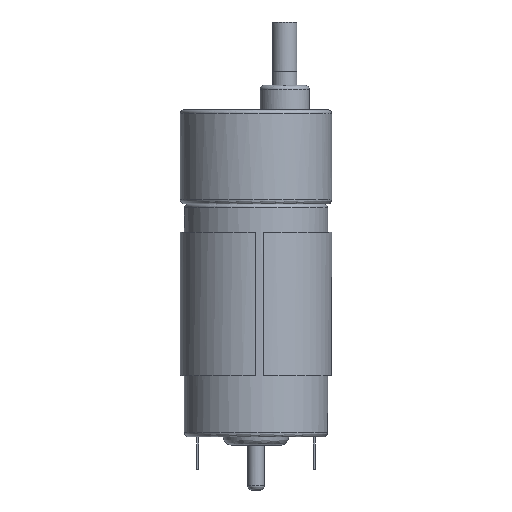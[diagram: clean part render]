
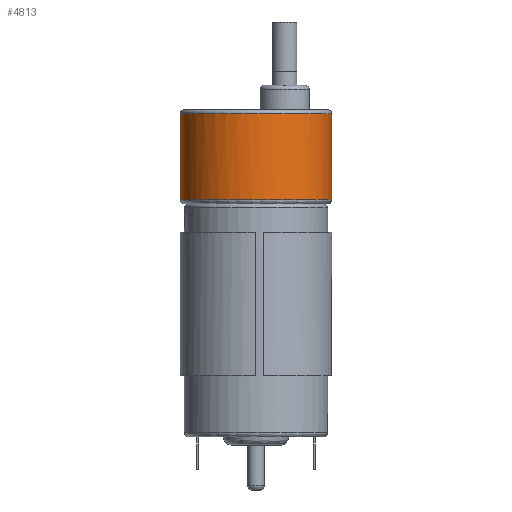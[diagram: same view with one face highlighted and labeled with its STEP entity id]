
A CAD part, front view. The second image highlights one B-rep face of the part: STEP entity #4813.
In plain terms, the highlighted free-form (B-spline) face has degree [1, 3] with [2, 4] control points.
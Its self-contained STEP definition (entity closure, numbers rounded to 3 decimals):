
#87 = VERTEX_POINT ( 'NONE', #5721 ) ;
#415 = CARTESIAN_POINT ( 'NONE',  ( 18.5, 0., 22. ) ) ;
#2069 = VERTEX_POINT ( 'NONE', #7543 ) ;
#2404 = CARTESIAN_POINT ( 'NONE',  ( 18.5, 0., 1. ) ) ;
#2969 = CARTESIAN_POINT ( 'NONE',  ( 18.5, -37., 22. ) ) ;
#3240 = CARTESIAN_POINT ( 'NONE',  ( 18.5, -37., 1. ) ) ;
#3278 = EDGE_CURVE ( 'NONE', #2069, #5183, #6564, .T. ) ;
#3308 = VERTEX_POINT ( 'NONE', #5748 ) ;
#3618 =( BOUNDED_CURVE ( )  B_SPLINE_CURVE ( 3, ( #8239, #6660, #6610, #10734 ),
 .UNSPECIFIED., .F., .F. ) 
 B_SPLINE_CURVE_WITH_KNOTS ( ( 4, 4 ),
 ( 0., 3.142 ),
 .UNSPECIFIED. ) 
 CURVE ( )  GEOMETRIC_REPRESENTATION_ITEM ( )  RATIONAL_B_SPLINE_CURVE ( ( 0.957, 0.319, 0.319, 0.957 ) ) 
 REPRESENTATION_ITEM ( '' )  );
#3779 = FACE_OUTER_BOUND ( 'NONE', #5552, .T. ) ;
#4203 = EDGE_CURVE ( 'NONE', #5183, #3308, #8546, .T. ) ;
#4386 = CARTESIAN_POINT ( 'NONE',  ( 18.5, 0., 22. ) ) ;
#4550 = CARTESIAN_POINT ( 'NONE',  ( 18.5, 0., 22. ) ) ;
#4746 = CARTESIAN_POINT ( 'NONE',  ( -18.5, 0., 1. ) ) ;
#4813 = ADVANCED_FACE ( 'NONE', ( #3779 ), #6238, .F. ) ;
#4978 = EDGE_CURVE ( 'NONE', #87, #2069, #7034, .T. ) ;
#5183 = VERTEX_POINT ( 'NONE', #415 ) ;
#5283 = ORIENTED_EDGE ( 'NONE', *, *, #7001, .F. ) ;
#5306 = CARTESIAN_POINT ( 'NONE',  ( -18.5, 0., 22. ) ) ;
#5362 = CARTESIAN_POINT ( 'NONE',  ( -18.5, -37., 22. ) ) ;
#5552 = EDGE_LOOP ( 'NONE', ( #8463, #5582, #5283, #8540 ) ) ;
#5582 = ORIENTED_EDGE ( 'NONE', *, *, #4978, .F. ) ;
#5721 = CARTESIAN_POINT ( 'NONE',  ( -18.5, 0., 1. ) ) ;
#5748 = CARTESIAN_POINT ( 'NONE',  ( 18.5, 0., 1. ) ) ;
#6238 =( BOUNDED_SURFACE ( )  B_SPLINE_SURFACE ( 1, 3, ( 
 ( #10391, #2969, #6261, #9572 ),
 ( #2404, #3240, #8869, #6538 ) ),
 .UNSPECIFIED., .F., .F., .F. ) 
 B_SPLINE_SURFACE_WITH_KNOTS ( ( 2, 2 ),
 ( 4, 4 ),
 ( 0., 1. ),
 ( 0., 1. ),
 .UNSPECIFIED. ) 
 GEOMETRIC_REPRESENTATION_ITEM ( )  RATIONAL_B_SPLINE_SURFACE ( (
 ( 1., 0.333, 0.333, 1.),
 ( 1., 0.333, 0.333, 1.) ) ) 
 REPRESENTATION_ITEM ( '' )  SURFACE ( )  );
#6261 = CARTESIAN_POINT ( 'NONE',  ( -18.5, -37., 22. ) ) ;
#6538 = CARTESIAN_POINT ( 'NONE',  ( -18.5, 0., 1. ) ) ;
#6564 =( BOUNDED_CURVE ( )  B_SPLINE_CURVE ( 3, ( #5306, #5362, #8683, #4550 ),
 .UNSPECIFIED., .F., .T. ) 
 B_SPLINE_CURVE_WITH_KNOTS ( ( 4, 4 ),
 ( 3.142, 6.283 ),
 .UNSPECIFIED. ) 
 CURVE ( )  GEOMETRIC_REPRESENTATION_ITEM ( )  RATIONAL_B_SPLINE_CURVE ( ( 0.957, 0.319, 0.319, 0.957 ) ) 
 REPRESENTATION_ITEM ( '' )  );
#6610 = CARTESIAN_POINT ( 'NONE',  ( -18.5, -37., 1. ) ) ;
#6660 = CARTESIAN_POINT ( 'NONE',  ( 18.5, -37., 1. ) ) ;
#7001 = EDGE_CURVE ( 'NONE', #3308, #87, #3618, .T. ) ;
#7034 = B_SPLINE_CURVE_WITH_KNOTS ( 'NONE', 1,
 ( #4746, #7204 ),
 .UNSPECIFIED., .F., .F.,
 ( 2, 2 ),
 ( -1., 0. ),
 .UNSPECIFIED. ) ;
#7204 = CARTESIAN_POINT ( 'NONE',  ( -18.5, 0., 22. ) ) ;
#7543 = CARTESIAN_POINT ( 'NONE',  ( -18.5, 0., 22. ) ) ;
#8239 = CARTESIAN_POINT ( 'NONE',  ( 18.5, 0., 1. ) ) ;
#8463 = ORIENTED_EDGE ( 'NONE', *, *, #3278, .F. ) ;
#8540 = ORIENTED_EDGE ( 'NONE', *, *, #4203, .F. ) ;
#8546 = B_SPLINE_CURVE_WITH_KNOTS ( 'NONE', 1,
 ( #4386, #10053 ),
 .UNSPECIFIED., .F., .F.,
 ( 2, 2 ),
 ( -1., 0. ),
 .UNSPECIFIED. ) ;
#8683 = CARTESIAN_POINT ( 'NONE',  ( 18.5, -37., 22. ) ) ;
#8869 = CARTESIAN_POINT ( 'NONE',  ( -18.5, -37., 1. ) ) ;
#9572 = CARTESIAN_POINT ( 'NONE',  ( -18.5, 0., 22. ) ) ;
#10053 = CARTESIAN_POINT ( 'NONE',  ( 18.5, 0., 1. ) ) ;
#10391 = CARTESIAN_POINT ( 'NONE',  ( 18.5, 0., 22. ) ) ;
#10734 = CARTESIAN_POINT ( 'NONE',  ( -18.5, 0., 1. ) ) ;
